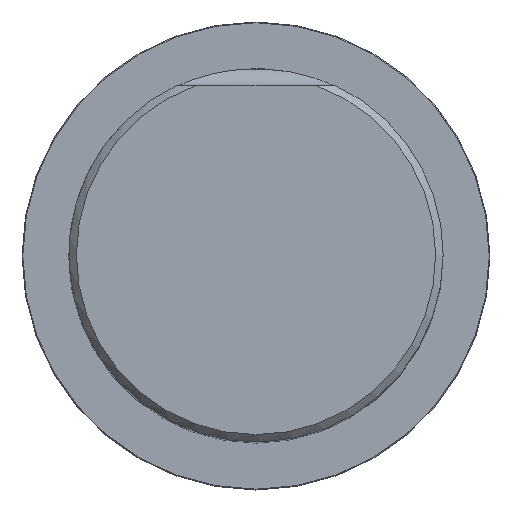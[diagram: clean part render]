
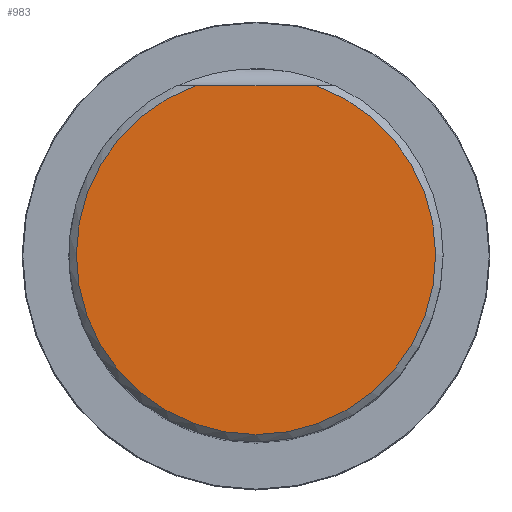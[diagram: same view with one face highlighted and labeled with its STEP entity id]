
A CAD part, top view. The second image highlights one B-rep face of the part: STEP entity #983.
In plain terms, the highlighted planar face has unit normal (0, 0, 1).
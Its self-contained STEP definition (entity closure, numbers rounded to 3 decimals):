
#202=PLANE('',#5015);
#431=LINE('',#7251,#685);
#685=VECTOR('',#5634,1.);
#983=ADVANCED_FACE('CU_SU_1',(#1317),#202,.T.);
#1317=FACE_OUTER_BOUND('',#1557,.T.);
#1557=EDGE_LOOP('',(#2272,#2273));
#1982=CIRCLE('',#5014,23.996);
#2272=ORIENTED_EDGE('',*,*,#4055,.F.);
#2273=ORIENTED_EDGE('',*,*,#4056,.F.);
#3567=VERTEX_POINT('',#7249);
#3568=VERTEX_POINT('',#7250);
#4055=EDGE_CURVE('',#3567,#3568,#1982,.T.);
#4056=EDGE_CURVE('',#3568,#3567,#431,.T.);
#5014=AXIS2_PLACEMENT_3D('',#7248,#5632,#5633);
#5015=AXIS2_PLACEMENT_3D('',#7252,#5635,#5636);
#5632=DIRECTION('',(0.,0.,-1.));
#5633=DIRECTION('',(1.,0.,0.));
#5634=DIRECTION('',(1.,0.,0.));
#5635=DIRECTION('',(0.,0.,1.));
#5636=DIRECTION('',(1.,0.,0.));
#7248=CARTESIAN_POINT('',(0.,0.,80.));
#7249=CARTESIAN_POINT('',(8.054,22.604,80.));
#7250=CARTESIAN_POINT('',(-8.054,22.604,80.));
#7251=CARTESIAN_POINT('',(-50.,22.604,80.));
#7252=CARTESIAN_POINT('',(0.,0.,80.));
